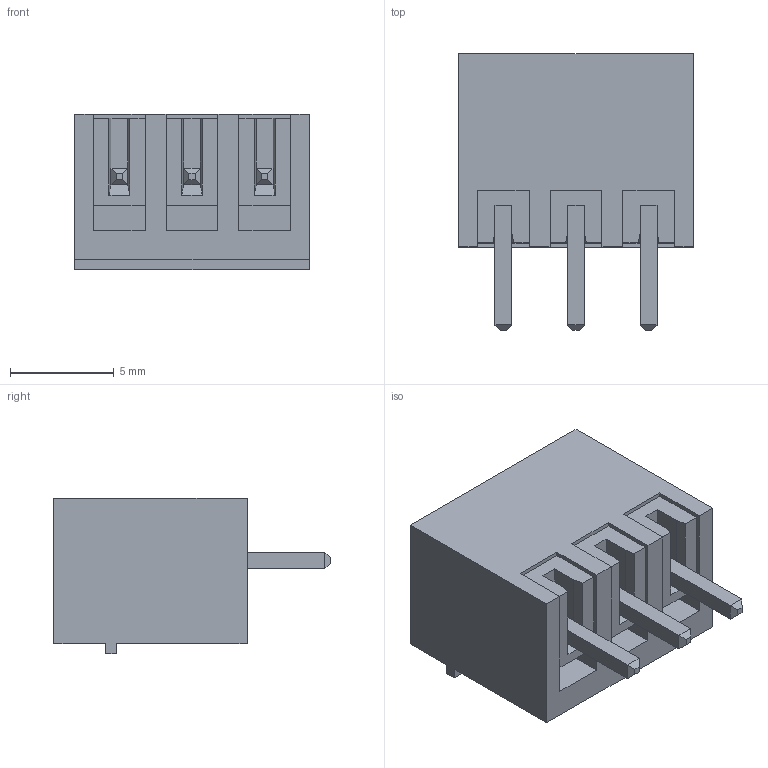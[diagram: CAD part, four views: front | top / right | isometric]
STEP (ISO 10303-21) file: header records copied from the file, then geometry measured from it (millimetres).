
FILE_DESCRIPTION (( 'STEP AP214' ), '1' );
FILE_NAME ('Phoenix Contact 3.5mm Pluggable Terminal Block.STEP', '2018-03-09T12:46:48', ( '' ), ( '' ), 'SwSTEP 2.0', 'SolidWorks 2018', '' );
FILE_SCHEMA (( 'AUTOMOTIVE_DESIGN' ));
Length unit declared in the file: millimetre
Products named in the file (1): Phoenix Contact 3.5mm Pluggable Terminal Block
Bounding box: 11.3 x 13.3 x 7.5 mm (x, y, z)
Volume: 346.6 mm3; surface area: 1148.1 mm2
Topology: 1 solids, 1 shells, 172 faces, 441 edges, 280 vertices
Faces by surface type: plane 151, cone 12, cylinder 9
Entity records: 5716 total; most frequent: CARTESIAN_POINT 912, ORIENTED_EDGE 882, DIRECTION 814, EDGE_CURVE 441, VECTOR 402, LINE 402, VERTEX_POINT 280, AXIS2_PLACEMENT_3D 206
